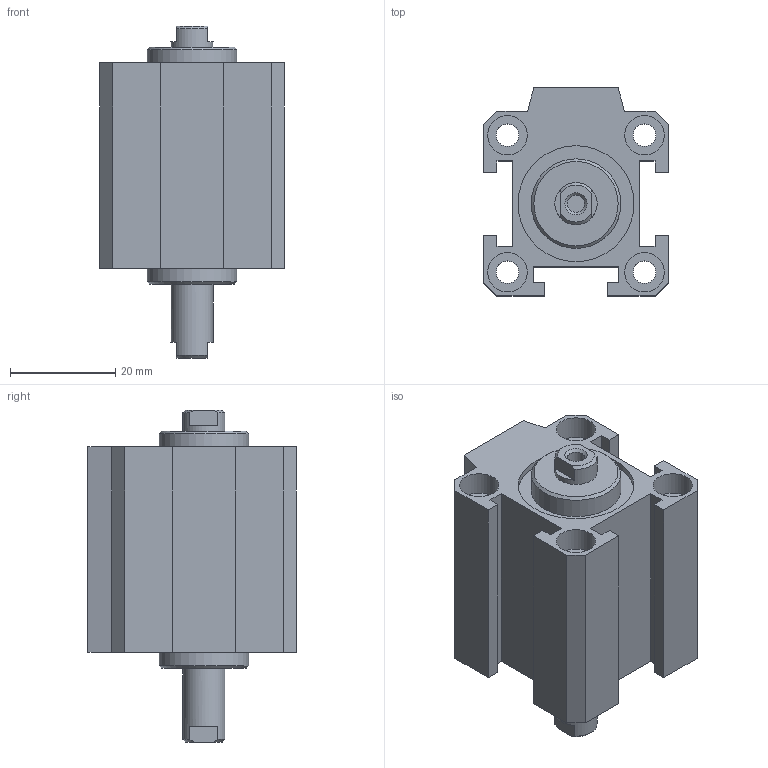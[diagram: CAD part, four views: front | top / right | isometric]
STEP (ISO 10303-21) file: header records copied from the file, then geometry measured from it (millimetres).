
FILE_DESCRIPTION(/* description */ ('PROFILO X COMPATTO Ø20'),/* implementation_level */ '2;1');
FILE_NAME(/* name */ '1504_20_0010.stp',/* time_stamp */ '2016-08-24T10:57:46+02:00',/* author */ ('Maniean1'),/* organization */ (''),/* preprocessor_version */ 'ST-DEVELOPER v15.2',/* originating_system */ 'Autodesk Inventor 2014',/* authorisation */ '');
FILE_SCHEMA (('AUTOMOTIVE_DESIGN { 1 0 10303 214 3 1 1 }'));
Length unit declared in the file: millimetre
Products named in the file (3): C_1504_20_0010; S_1504_20_0010; 1504_20_0010
Bounding box: 35 x 39.5 x 63 mm (x, y, z)
Volume: 35379.4 mm3; surface area: 18664.9 mm2
Topology: 2 solids, 2 shells, 104 faces, 237 edges, 157 vertices
Faces by surface type: plane 68, cylinder 26, cone 10
Full cylindrical faces by diameter (mm): 3.242 x2, 4.3 x4, 7.5 x8, 8 x4, 8.566 x2, 17 x2, 20 x2, 22 x2
Entity records: 2797 total; most frequent: DIRECTION 478, CARTESIAN_POINT 477, ORIENTED_EDGE 400, EDGE_CURVE 200, AXIS2_PLACEMENT_3D 177, EDGE_LOOP 166, VERTEX_POINT 152, LINE 124
